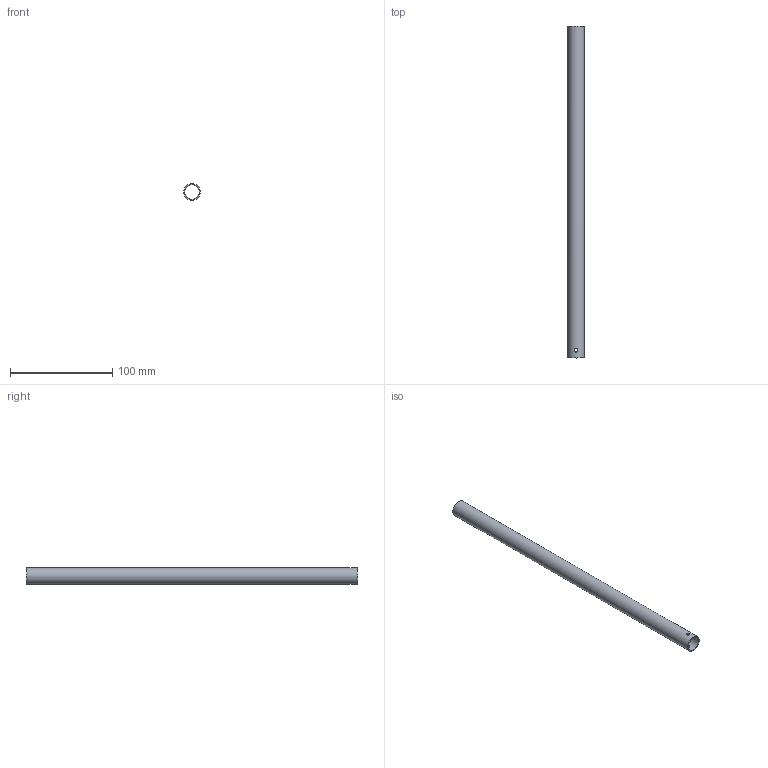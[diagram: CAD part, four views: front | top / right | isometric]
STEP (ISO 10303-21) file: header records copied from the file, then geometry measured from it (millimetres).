
FILE_DESCRIPTION(/* description */ (''),/* implementation_level */ '2;1');
FILE_NAME(/* name */ 'Copper Tube.step',/* time_stamp */ '2018-11-08T23:31:02-05:00',/* author */ ('will.donaldson22'),/* organization */ (''),/* preprocessor_version */ 'ST-DEVELOPER v17.2',/* originating_system */ 'Autodesk Translation Framework v7.6.0.251',/* authorisation */ '');
FILE_SCHEMA (('AUTOMOTIVE_DESIGN { 1 0 10303 214 3 1 1 }'));
Length unit declared in the file: millimetre
Products named in the file (1): Copper Tube
Bounding box: 16 x 325 x 16 mm (x, y, z)
Volume: 11663.4 mm3; surface area: 31190.9 mm2
Topology: 1 solids, 1 shells, 6 faces, 16 edges, 12 vertices
Faces by surface type: cylinder 4, plane 2
Full cylindrical faces by diameter (mm): 3.5 x2, 14.5 x1, 16 x1
Entity records: 368 total; most frequent: CARTESIAN_POINT 171, ORIENTED_EDGE 32, DIRECTION 26, EDGE_CURVE 16, EDGE_LOOP 12, VERTEX_POINT 12, AXIS2_PLACEMENT_3D 11, B_SPLINE_CURVE_WITH_KNOTS 8
